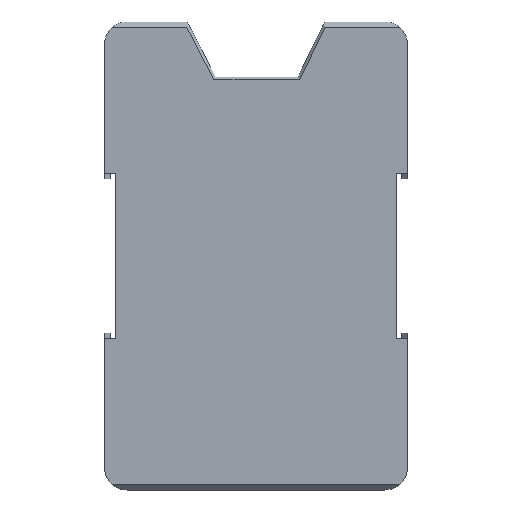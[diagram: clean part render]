
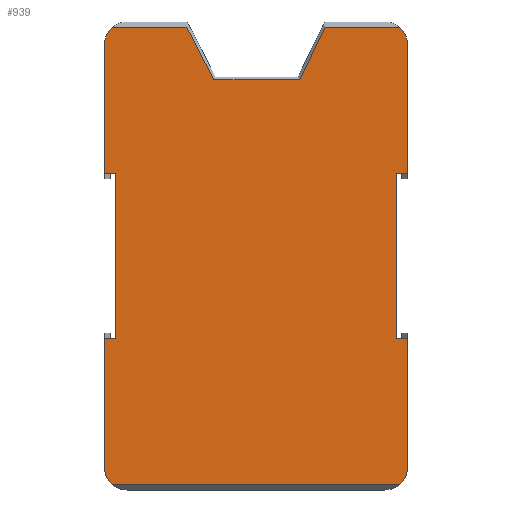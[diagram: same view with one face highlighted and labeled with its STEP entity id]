
A CAD part, top view. The second image highlights one B-rep face of the part: STEP entity #939.
In plain terms, the highlighted planar face has unit normal (0, 0, 1).
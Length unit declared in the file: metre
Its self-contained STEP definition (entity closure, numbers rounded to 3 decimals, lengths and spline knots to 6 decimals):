
#21=CIRCLE('',#984,0.004104);
#23=CIRCLE('',#991,0.004104);
#25=CIRCLE('',#1004,0.004104);
#27=CIRCLE('',#1008,0.004104);
#152=ORIENTED_EDGE('',*,*,#400,.T.);
#153=ORIENTED_EDGE('',*,*,#401,.T.);
#154=ORIENTED_EDGE('',*,*,#402,.T.);
#155=ORIENTED_EDGE('',*,*,#403,.T.);
#156=ORIENTED_EDGE('',*,*,#404,.T.);
#157=ORIENTED_EDGE('',*,*,#327,.T.);
#158=ORIENTED_EDGE('',*,*,#331,.F.);
#159=ORIENTED_EDGE('',*,*,#342,.T.);
#160=ORIENTED_EDGE('',*,*,#346,.T.);
#161=ORIENTED_EDGE('',*,*,#350,.F.);
#162=ORIENTED_EDGE('',*,*,#361,.T.);
#163=ORIENTED_EDGE('',*,*,#365,.T.);
#164=ORIENTED_EDGE('',*,*,#405,.T.);
#165=ORIENTED_EDGE('',*,*,#369,.T.);
#166=ORIENTED_EDGE('',*,*,#373,.F.);
#167=ORIENTED_EDGE('',*,*,#384,.T.);
#168=ORIENTED_EDGE('',*,*,#388,.T.);
#169=ORIENTED_EDGE('',*,*,#392,.F.);
#170=ORIENTED_EDGE('',*,*,#309,.T.);
#171=ORIENTED_EDGE('',*,*,#313,.T.);
#309=EDGE_CURVE('',#445,#444,#528,.T.);
#313=EDGE_CURVE('',#444,#447,#21,.T.);
#327=EDGE_CURVE('',#456,#459,#23,.T.);
#331=EDGE_CURVE('',#462,#459,#544,.T.);
#342=EDGE_CURVE('',#462,#470,#555,.T.);
#346=EDGE_CURVE('',#470,#472,#559,.T.);
#350=EDGE_CURVE('',#476,#472,#563,.T.);
#361=EDGE_CURVE('',#476,#483,#574,.T.);
#365=EDGE_CURVE('',#483,#485,#25,.T.);
#369=EDGE_CURVE('',#486,#489,#27,.T.);
#373=EDGE_CURVE('',#492,#489,#580,.T.);
#384=EDGE_CURVE('',#492,#500,#591,.T.);
#388=EDGE_CURVE('',#500,#502,#595,.T.);
#392=EDGE_CURVE('',#445,#502,#599,.T.);
#400=EDGE_CURVE('',#447,#509,#607,.T.);
#401=EDGE_CURVE('',#509,#510,#608,.T.);
#402=EDGE_CURVE('',#510,#511,#609,.T.);
#403=EDGE_CURVE('',#511,#512,#610,.T.);
#404=EDGE_CURVE('',#512,#456,#611,.T.);
#405=EDGE_CURVE('',#485,#486,#612,.T.);
#444=VERTEX_POINT('',#1316);
#445=VERTEX_POINT('',#1318);
#447=VERTEX_POINT('',#1324);
#456=VERTEX_POINT('',#1349);
#459=VERTEX_POINT('',#1354);
#462=VERTEX_POINT('',#1362);
#470=VERTEX_POINT('',#1384);
#472=VERTEX_POINT('',#1391);
#476=VERTEX_POINT('',#1400);
#483=VERTEX_POINT('',#1421);
#485=VERTEX_POINT('',#1428);
#486=VERTEX_POINT('',#1432);
#489=VERTEX_POINT('',#1437);
#492=VERTEX_POINT('',#1445);
#500=VERTEX_POINT('',#1467);
#502=VERTEX_POINT('',#1474);
#509=VERTEX_POINT('',#1498);
#510=VERTEX_POINT('',#1500);
#511=VERTEX_POINT('',#1502);
#512=VERTEX_POINT('',#1504);
#528=LINE('',#1317,#647);
#544=LINE('',#1363,#663);
#555=LINE('',#1385,#674);
#559=LINE('',#1392,#678);
#563=LINE('',#1401,#682);
#574=LINE('',#1422,#693);
#580=LINE('',#1446,#699);
#591=LINE('',#1468,#710);
#595=LINE('',#1475,#714);
#599=LINE('',#1483,#718);
#607=LINE('',#1497,#726);
#608=LINE('',#1499,#727);
#609=LINE('',#1501,#728);
#610=LINE('',#1503,#729);
#611=LINE('',#1505,#730);
#612=LINE('',#1506,#731);
#647=VECTOR('',#1056,1.);
#663=VECTOR('',#1096,1.);
#674=VECTOR('',#1113,1.);
#678=VECTOR('',#1119,1.);
#682=VECTOR('',#1125,1.);
#693=VECTOR('',#1142,1.);
#699=VECTOR('',#1166,1.);
#710=VECTOR('',#1183,1.);
#714=VECTOR('',#1189,1.);
#718=VECTOR('',#1195,1.);
#726=VECTOR('',#1209,1.);
#727=VECTOR('',#1210,1.);
#728=VECTOR('',#1211,1.);
#729=VECTOR('',#1212,1.);
#730=VECTOR('',#1213,1.);
#731=VECTOR('',#1214,1.);
#788=EDGE_LOOP('',(#152,#153,#154,#155,#156,#157,#158,#159,#160,#161,#162,
#163,#164,#165,#166,#167,#168,#169,#170,#171));
#841=FACE_BOUND('',#788,.T.);
#890=PLANE('',#1017);
#939=ADVANCED_FACE('',(#841),#890,.T.);
#984=AXIS2_PLACEMENT_3D('',#1325,#1064,#1065);
#991=AXIS2_PLACEMENT_3D('',#1355,#1089,#1090);
#1004=AXIS2_PLACEMENT_3D('',#1429,#1150,#1151);
#1008=AXIS2_PLACEMENT_3D('',#1438,#1159,#1160);
#1017=AXIS2_PLACEMENT_3D('',#1496,#1207,#1208);
#1056=DIRECTION('',(0.,1.,0.));
#1064=DIRECTION('',(0.,0.,1.));
#1065=DIRECTION('',(1.,0.,0.));
#1089=DIRECTION('',(0.,0.,1.));
#1090=DIRECTION('',(1.,0.,0.));
#1096=DIRECTION('',(0.,1.,0.));
#1113=DIRECTION('',(1.,0.,0.));
#1119=DIRECTION('',(0.,-1.,0.));
#1125=DIRECTION('',(1.,0.,0.));
#1142=DIRECTION('',(0.,-1.,0.));
#1150=DIRECTION('',(0.,0.,1.));
#1151=DIRECTION('',(1.,0.,0.));
#1159=DIRECTION('',(0.,0.,1.));
#1160=DIRECTION('',(1.,0.,0.));
#1166=DIRECTION('',(0.,-1.,0.));
#1183=DIRECTION('',(-1.,0.,0.));
#1189=DIRECTION('',(0.,1.,0.));
#1195=DIRECTION('',(-1.,0.,0.));
#1207=DIRECTION('',(0.,0.,1.));
#1208=DIRECTION('',(1.,0.,0.));
#1209=DIRECTION('',(-1.,0.,0.));
#1210=DIRECTION('',(-0.437,-0.899,0.));
#1211=DIRECTION('',(-1.,0.,0.));
#1212=DIRECTION('',(-0.457,0.89,0.));
#1213=DIRECTION('',(-1.,0.,0.));
#1214=DIRECTION('',(1.,0.,0.));
#1316=CARTESIAN_POINT('',(0.025835,0.057269,0.0015));
#1317=CARTESIAN_POINT('',(0.025835,0.045071,0.0015));
#1318=CARTESIAN_POINT('',(0.025835,0.033873,0.0015));
#1324=CARTESIAN_POINT('',(0.024415,0.060373,0.0015));
#1325=CARTESIAN_POINT('',(0.02173,0.057269,0.0015));
#1349=CARTESIAN_POINT('',(-0.027746,0.060373,0.0015));
#1354=CARTESIAN_POINT('',(-0.029165,0.057269,0.0015));
#1355=CARTESIAN_POINT('',(-0.025061,0.057269,0.0015));
#1362=CARTESIAN_POINT('',(-0.029165,0.033873,0.0015));
#1363=CARTESIAN_POINT('',(-0.029165,0.045071,0.0015));
#1384=CARTESIAN_POINT('',(-0.027165,0.033873,0.0015));
#1385=CARTESIAN_POINT('',(-0.027665,0.033873,0.0015));
#1391=CARTESIAN_POINT('',(-0.027165,0.003873,0.0015));
#1392=CARTESIAN_POINT('',(-0.027165,0.018873,0.0015));
#1400=CARTESIAN_POINT('',(-0.029165,0.003873,0.0015));
#1401=CARTESIAN_POINT('',(-0.027665,0.003873,0.0015));
#1421=CARTESIAN_POINT('',(-0.029165,-0.019523,0.0015));
#1422=CARTESIAN_POINT('',(-0.029165,-0.007325,0.0015));
#1428=CARTESIAN_POINT('',(-0.027746,-0.022627,0.0015));
#1429=CARTESIAN_POINT('',(-0.025061,-0.019523,0.0015));
#1432=CARTESIAN_POINT('',(0.024415,-0.022627,0.0015));
#1437=CARTESIAN_POINT('',(0.025835,-0.019523,0.0015));
#1438=CARTESIAN_POINT('',(0.02173,-0.019523,0.0015));
#1445=CARTESIAN_POINT('',(0.025835,0.003873,0.0015));
#1446=CARTESIAN_POINT('',(0.025835,-0.007325,0.0015));
#1467=CARTESIAN_POINT('',(0.023835,0.003873,0.0015));
#1468=CARTESIAN_POINT('',(0.024335,0.003873,0.0015));
#1474=CARTESIAN_POINT('',(0.023835,0.033873,0.0015));
#1475=CARTESIAN_POINT('',(0.023835,0.018873,0.0015));
#1483=CARTESIAN_POINT('',(0.024335,0.033873,0.0015));
#1496=CARTESIAN_POINT('',(-0.001665,0.018873,0.0015));
#1497=CARTESIAN_POINT('',(-0.001665,0.060373,0.0015));
#1498=CARTESIAN_POINT('',(0.010904,0.060373,0.0015));
#1499=CARTESIAN_POINT('',(-0.007825,0.021869,0.0015));
#1500=CARTESIAN_POINT('',(0.006283,0.050873,0.0015));
#1501=CARTESIAN_POINT('',(-0.001665,0.050873,0.0015));
#1502=CARTESIAN_POINT('',(-0.009335,0.050873,0.0015));
#1503=CARTESIAN_POINT('',(0.00527,0.022434,0.0015));
#1504=CARTESIAN_POINT('',(-0.014214,0.060373,0.0015));
#1505=CARTESIAN_POINT('',(-0.025061,0.060373,0.0015));
#1506=CARTESIAN_POINT('',(0.02173,-0.022627,0.0015));
